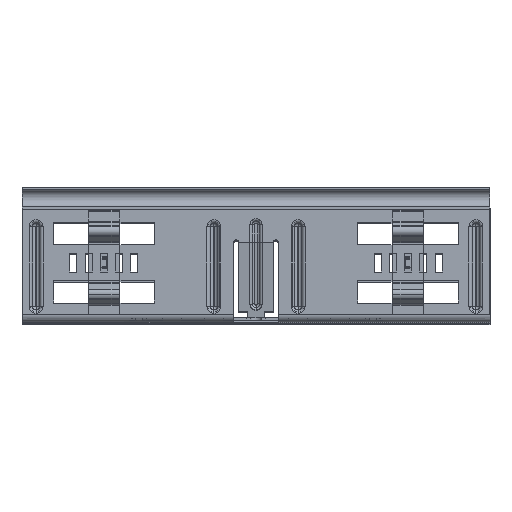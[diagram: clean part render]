
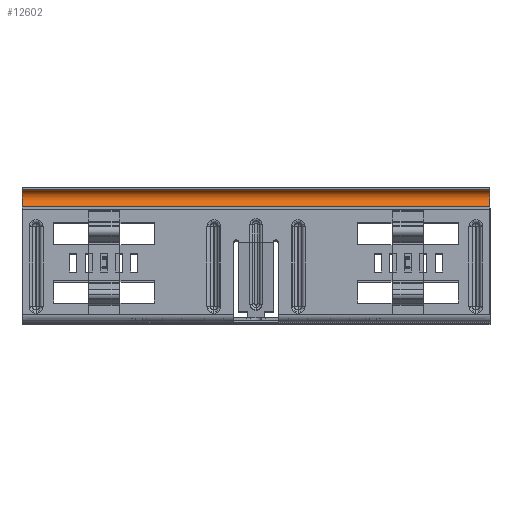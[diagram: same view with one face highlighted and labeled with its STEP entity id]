
A CAD part, top view. The second image highlights one B-rep face of the part: STEP entity #12602.
In plain terms, the highlighted cylindrical face has radius 3.7 mm (diameter 7.4 mm), a partial arc.
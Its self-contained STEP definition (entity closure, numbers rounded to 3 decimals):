
#440 = DIRECTION ( 'NONE',  ( 0., 0., -1. ) ) ;
#875 = DIRECTION ( 'NONE',  ( 0., 0., 1. ) ) ;
#946 = CARTESIAN_POINT ( 'NONE',  ( 4.75, 49.171, 100. ) ) ;
#1716 = DIRECTION ( 'NONE',  ( 0., 0., -1. ) ) ;
#2234 = AXIS2_PLACEMENT_3D ( 'NONE', #10578, #1716, #15641 ) ;
#2256 = EDGE_LOOP ( 'NONE', ( #10852, #8992, #5998, #12683 ) ) ;
#2879 = EDGE_CURVE ( 'NONE', #6269, #13589, #5827, .T. ) ;
#3468 = VERTEX_POINT ( 'NONE', #13186 ) ;
#4077 = CIRCLE ( 'NONE', #14735, 3.7 ) ;
#5168 = DIRECTION ( 'NONE',  ( 0., 0., -1. ) ) ;
#5827 = LINE ( 'NONE', #10559, #15561 ) ;
#5998 = ORIENTED_EDGE ( 'NONE', *, *, #13370, .T. ) ;
#6178 = FACE_OUTER_BOUND ( 'NONE', #2256, .T. ) ;
#6269 = VERTEX_POINT ( 'NONE', #7345 ) ;
#6442 = CARTESIAN_POINT ( 'NONE',  ( 4.75, 49.171, 100. ) ) ;
#6802 = CARTESIAN_POINT ( 'NONE',  ( 4.75, 52.871, -100. ) ) ;
#7345 = CARTESIAN_POINT ( 'NONE',  ( 4.75, 56.571, 100. ) ) ;
#7417 = VERTEX_POINT ( 'NONE', #946 ) ;
#8058 = DIRECTION ( 'NONE',  ( 0., 1., 0. ) ) ;
#8449 = CARTESIAN_POINT ( 'NONE',  ( 4.75, 52.871, 100. ) ) ;
#8992 = ORIENTED_EDGE ( 'NONE', *, *, #12457, .F. ) ;
#9736 = DIRECTION ( 'NONE',  ( 0., -1., 0. ) ) ;
#10160 = CARTESIAN_POINT ( 'NONE',  ( 4.75, 56.571, -100. ) ) ;
#10309 = EDGE_CURVE ( 'NONE', #13589, #3468, #4077, .T. ) ;
#10559 = CARTESIAN_POINT ( 'NONE',  ( 4.75, 56.571, 100. ) ) ;
#10578 = CARTESIAN_POINT ( 'NONE',  ( 4.75, 52.871, 200.417 ) ) ;
#10852 = ORIENTED_EDGE ( 'NONE', *, *, #10309, .T. ) ;
#11105 = VECTOR ( 'NONE', #5168, 1000. ) ;
#11500 = LINE ( 'NONE', #6442, #11105 ) ;
#12094 = CYLINDRICAL_SURFACE ( 'NONE', #2234, 3.7 ) ;
#12457 = EDGE_CURVE ( 'NONE', #7417, #3468, #11500, .T. ) ;
#12602 = ADVANCED_FACE ( 'NONE', ( #6178 ), #12094, .F. ) ;
#12625 = AXIS2_PLACEMENT_3D ( 'NONE', #8449, #875, #9736 ) ;
#12682 = CIRCLE ( 'NONE', #12625, 3.7 ) ;
#12683 = ORIENTED_EDGE ( 'NONE', *, *, #2879, .T. ) ;
#13186 = CARTESIAN_POINT ( 'NONE',  ( 4.75, 49.171, -100. ) ) ;
#13370 = EDGE_CURVE ( 'NONE', #7417, #6269, #12682, .T. ) ;
#13589 = VERTEX_POINT ( 'NONE', #10160 ) ;
#14735 = AXIS2_PLACEMENT_3D ( 'NONE', #6802, #15663, #8058 ) ;
#15561 = VECTOR ( 'NONE', #440, 1000. ) ;
#15641 = DIRECTION ( 'NONE',  ( 0., 1., 0. ) ) ;
#15663 = DIRECTION ( 'NONE',  ( 0., 0., -1. ) ) ;
